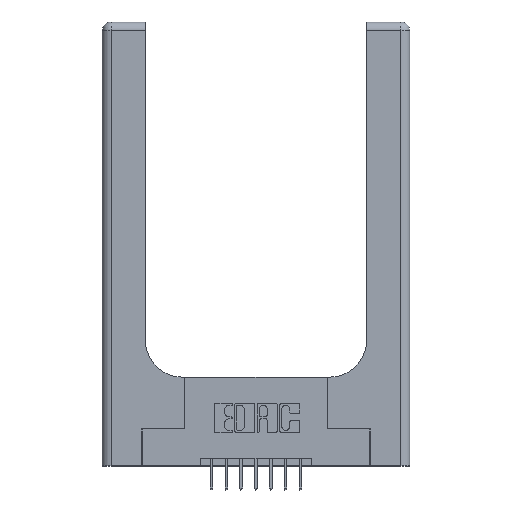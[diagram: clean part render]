
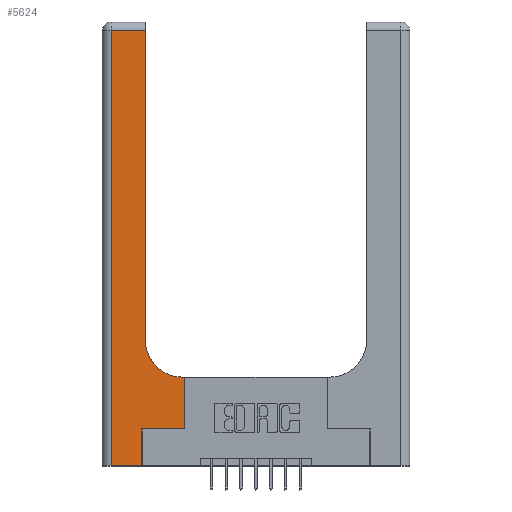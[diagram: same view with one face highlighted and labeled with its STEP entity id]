
A CAD part, top view. The second image highlights one B-rep face of the part: STEP entity #5624.
In plain terms, the highlighted planar face has unit normal (0, 0, 1).
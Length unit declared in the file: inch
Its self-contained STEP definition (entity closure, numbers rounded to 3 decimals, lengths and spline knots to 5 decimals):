
#139 = ORIENTED_EDGE ( 'NONE', *, *, #12198, .T. ) ;
#251 = CARTESIAN_POINT ( 'NONE',  ( 0.5585, 0.6, 0.37 ) ) ;
#555 = DIRECTION ( 'NONE',  ( 0., -1., 0. ) ) ;
#1037 = CARTESIAN_POINT ( 'NONE',  ( 0.5585, 0.25, 0.37 ) ) ;
#1114 = EDGE_CURVE ( 'NONE', #12378, #3939, #13212, .T. ) ;
#1254 = DIRECTION ( 'NONE',  ( 1., 0., 0. ) ) ;
#1287 = DIRECTION ( 'NONE',  ( -1., 0., 0. ) ) ;
#1427 = ORIENTED_EDGE ( 'NONE', *, *, #3846, .T. ) ;
#2440 = CARTESIAN_POINT ( 'NONE',  ( 0.269, 0., 0.37 ) ) ;
#2667 = CARTESIAN_POINT ( 'NONE',  ( 0., 2.94, 0.37 ) ) ;
#2997 = CARTESIAN_POINT ( 'NONE',  ( 0.2915, 0.85, 0.37 ) ) ;
#3099 = CARTESIAN_POINT ( 'NONE',  ( 0.2915, 3., 0.37 ) ) ;
#3150 = CARTESIAN_POINT ( 'NONE',  ( 0.5585, 0.25, 0.37 ) ) ;
#3258 = ORIENTED_EDGE ( 'NONE', *, *, #4641, .T. ) ;
#3535 = PLANE ( 'NONE',  #4106 ) ;
#3700 = EDGE_CURVE ( 'NONE', #3767, #8467, #12597, .T. ) ;
#3767 = VERTEX_POINT ( 'NONE', #251 ) ;
#3846 = EDGE_CURVE ( 'NONE', #6520, #8166, #14290, .T. ) ;
#3939 = VERTEX_POINT ( 'NONE', #5421 ) ;
#4106 = AXIS2_PLACEMENT_3D ( 'NONE', #4705, #4761, #1287 ) ;
#4404 = EDGE_CURVE ( 'NONE', #3939, #6520, #9948, .T. ) ;
#4465 = VECTOR ( 'NONE', #5470, 39.37008 ) ;
#4553 = CARTESIAN_POINT ( 'NONE',  ( 0.269, 0., 0.37 ) ) ;
#4579 = CARTESIAN_POINT ( 'NONE',  ( 0.06, 0., 0.37 ) ) ;
#4641 = EDGE_CURVE ( 'NONE', #4777, #13706, #12935, .T. ) ;
#4655 = ORIENTED_EDGE ( 'NONE', *, *, #3700, .T. ) ;
#4705 = CARTESIAN_POINT ( 'NONE',  ( 0., 3., 0.37 ) ) ;
#4761 = DIRECTION ( 'NONE',  ( 0., 0., -1. ) ) ;
#4777 = VERTEX_POINT ( 'NONE', #6752 ) ;
#5002 = VECTOR ( 'NONE', #1254, 39.37008 ) ;
#5161 = CARTESIAN_POINT ( 'NONE',  ( 0.5415, 0.85, 0.37 ) ) ;
#5421 = CARTESIAN_POINT ( 'NONE',  ( 0.2915, 2.94, 0.37 ) ) ;
#5470 = DIRECTION ( 'NONE',  ( 0., 1., 0. ) ) ;
#5492 = VECTOR ( 'NONE', #10996, 39.37008 ) ;
#5624 = ADVANCED_FACE ( 'NONE', ( #10100 ), #3535, .F. ) ;
#6131 = LINE ( 'NONE', #13209, #5002 ) ;
#6349 = ORIENTED_EDGE ( 'NONE', *, *, #9936, .T. ) ;
#6520 = VERTEX_POINT ( 'NONE', #9592 ) ;
#6752 = CARTESIAN_POINT ( 'NONE',  ( 0.269, 0.25, 0.37 ) ) ;
#6958 = ORIENTED_EDGE ( 'NONE', *, *, #10788, .T. ) ;
#7608 = VERTEX_POINT ( 'NONE', #4553 ) ;
#7834 = ORIENTED_EDGE ( 'NONE', *, *, #12087, .T. ) ;
#8166 = VERTEX_POINT ( 'NONE', #4579 ) ;
#8167 = VECTOR ( 'NONE', #8445, 39.37008 ) ;
#8169 = CARTESIAN_POINT ( 'NONE',  ( 0.5415, 0.6, 0.37 ) ) ;
#8203 = LINE ( 'NONE', #3150, #4465 ) ;
#8269 = VECTOR ( 'NONE', #10189, 39.37008 ) ;
#8445 = DIRECTION ( 'NONE',  ( 0., 1., 0. ) ) ;
#8467 = VERTEX_POINT ( 'NONE', #8169 ) ;
#9143 = EDGE_LOOP ( 'NONE', ( #13598, #15416, #1427, #6958, #7834, #3258, #6349, #4655, #139 ) ) ;
#9592 = CARTESIAN_POINT ( 'NONE',  ( 0.06, 2.94, 0.37 ) ) ;
#9936 = EDGE_CURVE ( 'NONE', #13706, #3767, #8203, .T. ) ;
#9948 = LINE ( 'NONE', #2667, #5492 ) ;
#10100 = FACE_OUTER_BOUND ( 'NONE', #9143, .T. ) ;
#10189 = DIRECTION ( 'NONE',  ( 1., 0., 0. ) ) ;
#10788 = EDGE_CURVE ( 'NONE', #8166, #7608, #6131, .T. ) ;
#10996 = DIRECTION ( 'NONE',  ( -1., 0., 0. ) ) ;
#11159 = DIRECTION ( 'NONE',  ( 0., 0., -1. ) ) ;
#11266 = CARTESIAN_POINT ( 'NONE',  ( 0.06, 3., 0.37 ) ) ;
#11347 = LINE ( 'NONE', #2440, #8167 ) ;
#12087 = EDGE_CURVE ( 'NONE', #7608, #4777, #11347, .T. ) ;
#12197 = CARTESIAN_POINT ( 'NONE',  ( 0.2915, 0.6, 0.37 ) ) ;
#12198 = EDGE_CURVE ( 'NONE', #8467, #12378, #14154, .T. ) ;
#12292 = DIRECTION ( 'NONE',  ( 1., 0., 0. ) ) ;
#12378 = VERTEX_POINT ( 'NONE', #2997 ) ;
#12597 = LINE ( 'NONE', #12197, #15220 ) ;
#12935 = LINE ( 'NONE', #14910, #8269 ) ;
#13141 = VECTOR ( 'NONE', #555, 39.37008 ) ;
#13209 = CARTESIAN_POINT ( 'NONE',  ( 0., 0., 0.37 ) ) ;
#13212 = LINE ( 'NONE', #3099, #13769 ) ;
#13346 = DIRECTION ( 'NONE',  ( -1., 0., 0. ) ) ;
#13374 = AXIS2_PLACEMENT_3D ( 'NONE', #5161, #11159, #12292 ) ;
#13598 = ORIENTED_EDGE ( 'NONE', *, *, #1114, .T. ) ;
#13706 = VERTEX_POINT ( 'NONE', #1037 ) ;
#13769 = VECTOR ( 'NONE', #15240, 39.37008 ) ;
#14154 = CIRCLE ( 'NONE', #13374, 0.25 ) ;
#14290 = LINE ( 'NONE', #11266, #13141 ) ;
#14910 = CARTESIAN_POINT ( 'NONE',  ( 0.269, 0.25, 0.37 ) ) ;
#15220 = VECTOR ( 'NONE', #13346, 39.37008 ) ;
#15240 = DIRECTION ( 'NONE',  ( 0., 1., 0. ) ) ;
#15416 = ORIENTED_EDGE ( 'NONE', *, *, #4404, .T. ) ;
